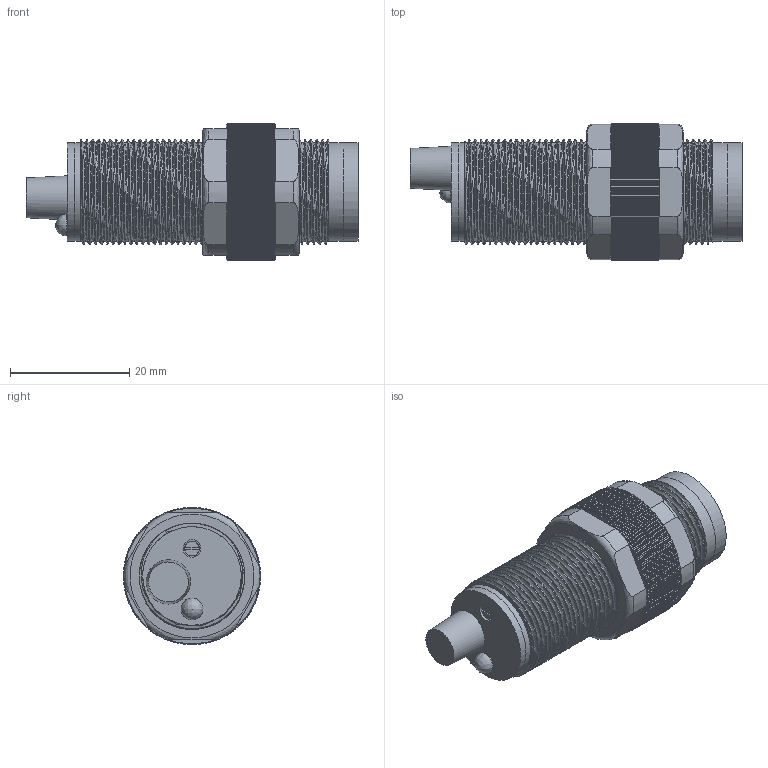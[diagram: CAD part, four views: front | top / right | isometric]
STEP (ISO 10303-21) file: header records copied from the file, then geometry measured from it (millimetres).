
FILE_DESCRIPTION(('FreeCAD Model'),'2;1');
FILE_NAME('Open CASCADE Shape Model','2025-05-09T18:35:19',('FreeCAD'),( 'FreeCAD'),'Open CASCADE STEP processor 7.6','FreeCAD','Unknown');
FILE_SCHEMA(('AUTOMOTIVE_DESIGN { 1 0 10303 214 1 1 1 1 }'));
Products named in the file (1): Open CASCADE STEP translator 7.6 1
Bounding box: 55.6 x 23.01 x 23.01 mm (x, y, z)
Volume: 13842.2 mm3; surface area: 9052.1 mm2
Topology: 5 solids, 5 shells, 3088 faces, 7776 edges, 4702 vertices
Faces by surface type: bspline 3088
Entity records: 105959 total; most frequent: CARTESIAN_POINT 63050, ORIENTED_EDGE 15542, EDGE_CURVE 7771, VERTEX_POINT 4702, B_SPLINE_CURVE_WITH_KNOTS 4563, FACE_BOUND 3101, EDGE_LOOP 3101, ADVANCED_FACE 3088
